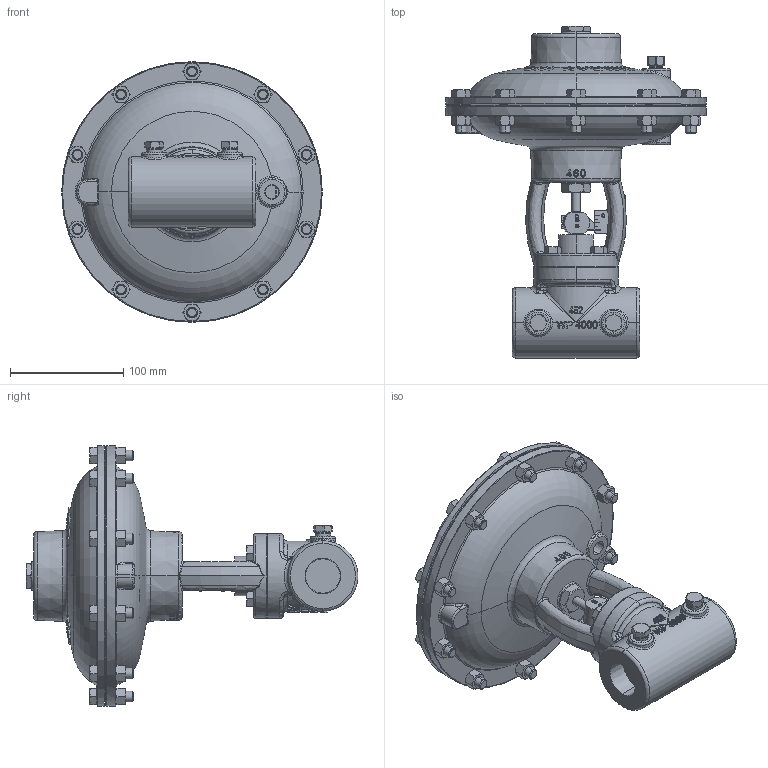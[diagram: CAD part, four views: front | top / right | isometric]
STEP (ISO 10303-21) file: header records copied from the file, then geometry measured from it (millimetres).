
FILE_DESCRIPTION (( 'STEP AP203' ), '1' );
FILE_NAME ('1 INCH 1400 SMT HPCV-PO (EAG).STEP', '2019-07-24T20:29:25', ( '' ), ( '' ), 'SwSTEP 2.0', 'SolidWorks 2019', '' );
FILE_SCHEMA (( 'CONFIG_CONTROL_DESIGN' ));
Length unit declared in the file: inch
Products named in the file (1): 1 INCH 1400 SMT HPCV-PO (EAG)
Bounding box: 229.81 x 292.84 x 229.81 mm (x, y, z)
Volume: 2700423.7 mm3; surface area: 207741.3 mm2
Topology: 1 solids, 1 shells, 2212 faces, 5621 edges, 3518 vertices
Faces by surface type: plane 1000, bspline 402, cone 343, cylinder 305, torus 119, sphere 43
Entity records: 90489 total; most frequent: CARTESIAN_POINT 41099, ORIENTED_EDGE 11190, DIRECTION 9037, EDGE_CURVE 5595, VERTEX_POINT 3518, AXIS2_PLACEMENT_3D 3443, EDGE_LOOP 2381, FACE_OUTER_BOUND 2212
